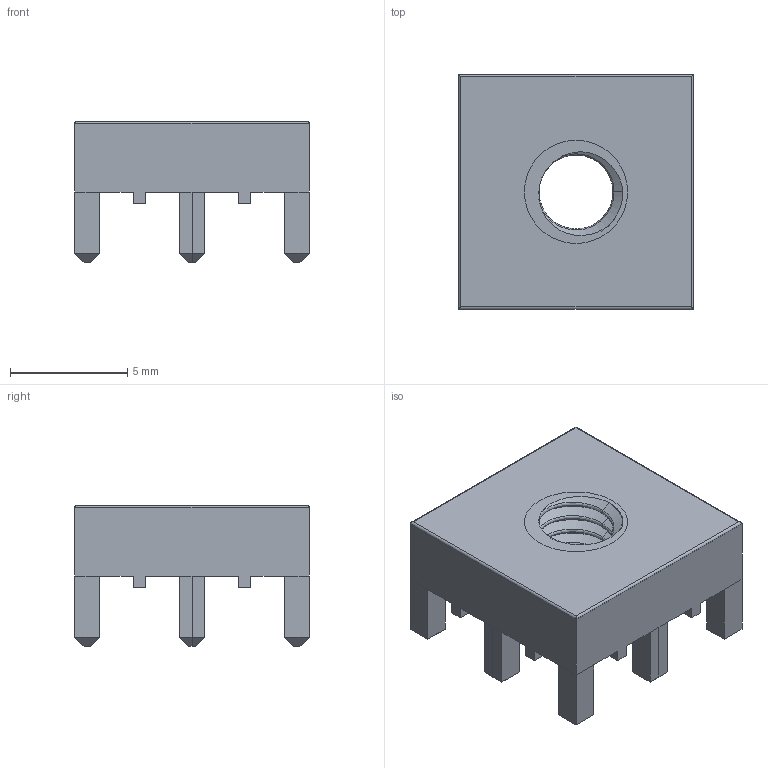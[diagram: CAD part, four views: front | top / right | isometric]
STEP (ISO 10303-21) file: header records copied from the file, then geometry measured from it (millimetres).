
FILE_DESCRIPTION(('FreeCAD Model'),'2;1');
FILE_NAME('Wuerth_REDCUBE-THR_WP-THRBU_74650094_THR.step','2020-08-03T12:13:59',('kicad StepUp'),('ksu MCAD'), 'Open CASCADE STEP processor 7.4','FreeCAD','Unknown');
FILE_SCHEMA(('AUTOMOTIVE_DESIGN { 1 0 10303 214 1 1 1 1 }'));
Length unit declared in the file: millimetre
Products named in the file (1): Wuerth_REDCUBE-THR_WP-THRBU_74650094_THR
Bounding box: 10 x 10 x 6 mm (x, y, z)
Volume: 298.4 mm3; surface area: 469.2 mm2
Topology: 1 solids, 1 shells, 205 faces, 490 edges, 292 vertices
Faces by surface type: plane 175, bspline 21, cylinder 9
Entity records: 6733 total; most frequent: CARTESIAN_POINT 2173, ORIENTED_EDGE 980, DIRECTION 833, EDGE_CURVE 490, LINE 425, VECTOR 425, VERTEX_POINT 292, FACE_BOUND 212
